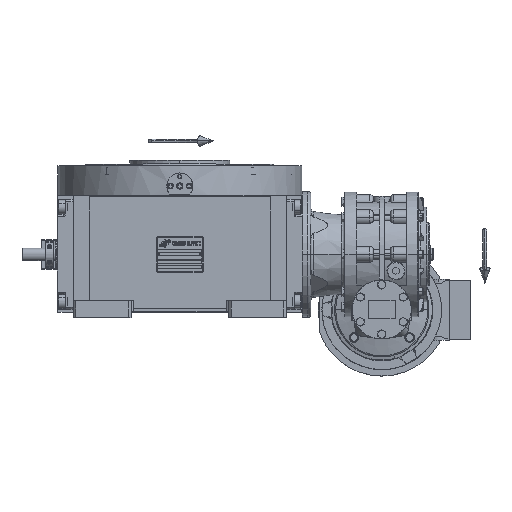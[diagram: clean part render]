
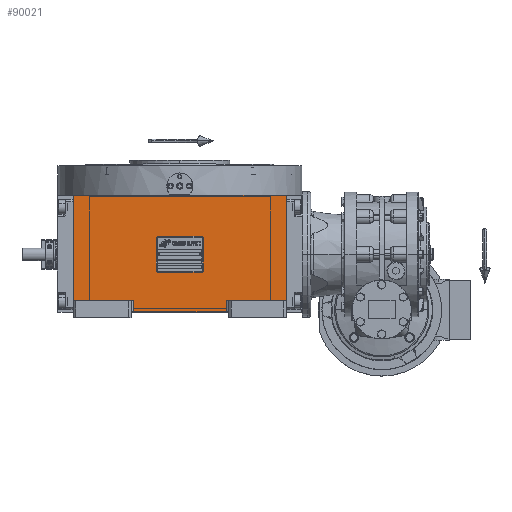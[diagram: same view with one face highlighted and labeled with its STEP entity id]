
A CAD part, top view. The second image highlights one B-rep face of the part: STEP entity #90021.
In plain terms, the highlighted planar face has unit normal (0, 0, 1).
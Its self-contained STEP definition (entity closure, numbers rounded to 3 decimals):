
#346 = VECTOR ( 'NONE', #6007, 1000. ) ;
#2154 = FACE_OUTER_BOUND ( 'NONE', #30498, .T. ) ;
#3955 = VERTEX_POINT ( 'NONE', #120925 ) ;
#6007 = DIRECTION ( 'NONE',  ( 1., 0., 0. ) ) ;
#11357 = DIRECTION ( 'NONE',  ( 1., 0., 0. ) ) ;
#11796 = VECTOR ( 'NONE', #33904, 1000. ) ;
#12057 = DIRECTION ( 'NONE',  ( 1., 0., 0. ) ) ;
#12654 = CARTESIAN_POINT ( 'NONE',  ( -59., -73., 226. ) ) ;
#15758 = VECTOR ( 'NONE', #20942, 1000. ) ;
#20942 = DIRECTION ( 'NONE',  ( 0., 1., 0. ) ) ;
#26927 = DIRECTION ( 'NONE',  ( 1., 0., 0. ) ) ;
#27967 = VERTEX_POINT ( 'NONE', #80582 ) ;
#28332 = CARTESIAN_POINT ( 'NONE',  ( -59., -59., 226. ) ) ;
#30498 = EDGE_LOOP ( 'NONE', ( #85047, #73818, #96603, #127952, #43147, #70009, #78068, #90682 ) ) ;
#32097 = CARTESIAN_POINT ( 'NONE',  ( 59., -59., 226. ) ) ;
#32125 = EDGE_CURVE ( 'NONE', #49487, #51427, #65869, .T. ) ;
#32644 = CARTESIAN_POINT ( 'NONE',  ( -135., -73., 226. ) ) ;
#33337 = DIRECTION ( 'NONE',  ( 0., 0., 1. ) ) ;
#33904 = DIRECTION ( 'NONE',  ( 1., 0., 0. ) ) ;
#35161 = EDGE_CURVE ( 'NONE', #39320, #3955, #80738, .T. ) ;
#37813 = CARTESIAN_POINT ( 'NONE',  ( -135., 75., 226. ) ) ;
#39320 = VERTEX_POINT ( 'NONE', #115639 ) ;
#41501 = LINE ( 'NONE', #85365, #15758 ) ;
#43147 = ORIENTED_EDGE ( 'NONE', *, *, #122086, .F. ) ;
#49487 = VERTEX_POINT ( 'NONE', #32097 ) ;
#51259 = VERTEX_POINT ( 'NONE', #28332 ) ;
#51427 = VERTEX_POINT ( 'NONE', #64355 ) ;
#51745 = LINE ( 'NONE', #73011, #60952 ) ;
#53753 = LINE ( 'NONE', #12654, #102080 ) ;
#56666 = PLANE ( 'NONE',  #88578 ) ;
#60952 = VECTOR ( 'NONE', #96240, 1000. ) ;
#61613 = CARTESIAN_POINT ( 'NONE',  ( 59., -59., 226. ) ) ;
#64117 = CARTESIAN_POINT ( 'NONE',  ( 135., 75., 226. ) ) ;
#64355 = CARTESIAN_POINT ( 'NONE',  ( 135., -59., 226. ) ) ;
#65353 = VERTEX_POINT ( 'NONE', #37813 ) ;
#65869 = LINE ( 'NONE', #108977, #127642 ) ;
#68229 = VECTOR ( 'NONE', #26927, 1000. ) ;
#70009 = ORIENTED_EDGE ( 'NONE', *, *, #117428, .F. ) ;
#72178 = VECTOR ( 'NONE', #136528, 1000. ) ;
#73011 = CARTESIAN_POINT ( 'NONE',  ( -135., -59., 226. ) ) ;
#73818 = ORIENTED_EDGE ( 'NONE', *, *, #116577, .F. ) ;
#78068 = ORIENTED_EDGE ( 'NONE', *, *, #91149, .T. ) ;
#80582 = CARTESIAN_POINT ( 'NONE',  ( -135., -59., 226. ) ) ;
#80738 = LINE ( 'NONE', #101894, #68229 ) ;
#85047 = ORIENTED_EDGE ( 'NONE', *, *, #35161, .T. ) ;
#85365 = CARTESIAN_POINT ( 'NONE',  ( 135., -59., 226. ) ) ;
#88578 = AXIS2_PLACEMENT_3D ( 'NONE', #32644, #33337, #11357 ) ;
#90021 = ADVANCED_FACE ( 'NONE', ( #2154 ), #56666, .T. ) ;
#90682 = ORIENTED_EDGE ( 'NONE', *, *, #122067, .F. ) ;
#91149 = EDGE_CURVE ( 'NONE', #27967, #51259, #113554, .T. ) ;
#93028 = CARTESIAN_POINT ( 'NONE',  ( -135., -59., 226. ) ) ;
#93421 = LINE ( 'NONE', #61613, #72178 ) ;
#96158 = LINE ( 'NONE', #109584, #11796 ) ;
#96240 = DIRECTION ( 'NONE',  ( 0., 1., 0. ) ) ;
#96603 = ORIENTED_EDGE ( 'NONE', *, *, #32125, .T. ) ;
#101894 = CARTESIAN_POINT ( 'NONE',  ( -59., -73., 226. ) ) ;
#102080 = VECTOR ( 'NONE', #119469, 1000. ) ;
#108977 = CARTESIAN_POINT ( 'NONE',  ( 59., -59., 226. ) ) ;
#109584 = CARTESIAN_POINT ( 'NONE',  ( -135., 75., 226. ) ) ;
#113554 = LINE ( 'NONE', #93028, #346 ) ;
#115639 = CARTESIAN_POINT ( 'NONE',  ( -59., -73., 226. ) ) ;
#116577 = EDGE_CURVE ( 'NONE', #49487, #3955, #93421, .T. ) ;
#117428 = EDGE_CURVE ( 'NONE', #27967, #65353, #51745, .T. ) ;
#119469 = DIRECTION ( 'NONE',  ( 0., 1., 0. ) ) ;
#120925 = CARTESIAN_POINT ( 'NONE',  ( 59., -73., 226. ) ) ;
#122067 = EDGE_CURVE ( 'NONE', #39320, #51259, #53753, .T. ) ;
#122086 = EDGE_CURVE ( 'NONE', #65353, #129385, #96158, .T. ) ;
#127642 = VECTOR ( 'NONE', #12057, 1000. ) ;
#127952 = ORIENTED_EDGE ( 'NONE', *, *, #130443, .T. ) ;
#129385 = VERTEX_POINT ( 'NONE', #64117 ) ;
#130443 = EDGE_CURVE ( 'NONE', #51427, #129385, #41501, .T. ) ;
#136528 = DIRECTION ( 'NONE',  ( 0., -1., 0. ) ) ;
